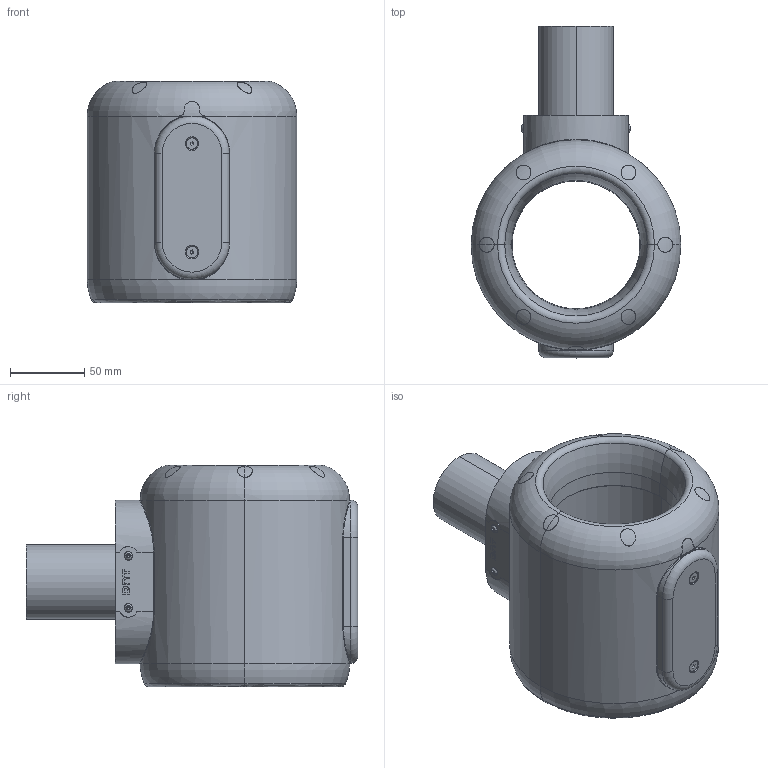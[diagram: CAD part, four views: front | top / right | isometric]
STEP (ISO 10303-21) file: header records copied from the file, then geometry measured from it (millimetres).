
FILE_DESCRIPTION (( 'STEP AP214' ), '1' );
FILE_NAME ('P-086-030-rev-D-PR.STEP', '2022-05-27T07:50:14', ( '' ), ( '' ), 'SwSTEP 2.0', 'SolidWorks 2021', '' );
FILE_SCHEMA (( 'AUTOMOTIVE_DESIGN' ));
Length unit declared in the file: millimetre
Products named in the file (1): P-086-030-rev-D-PR
Bounding box: 141 x 223.22 x 149.2 mm (x, y, z)
Volume: 1568637.4 mm3; surface area: 139736.7 mm2
Topology: 1 solids, 16 shells, 482 faces, 1146 edges, 700 vertices
Faces by surface type: plane 185, cylinder 114, cone 81, bspline 52, torus 42, sphere 8
Entity records: 22132 total; most frequent: CARTESIAN_POINT 6866, ORIENTED_EDGE 2236, DIRECTION 2118, EDGE_CURVE 1118, AXIS2_PLACEMENT_3D 807, VERTEX_POINT 700, EDGE_LOOP 520, LINE 504
